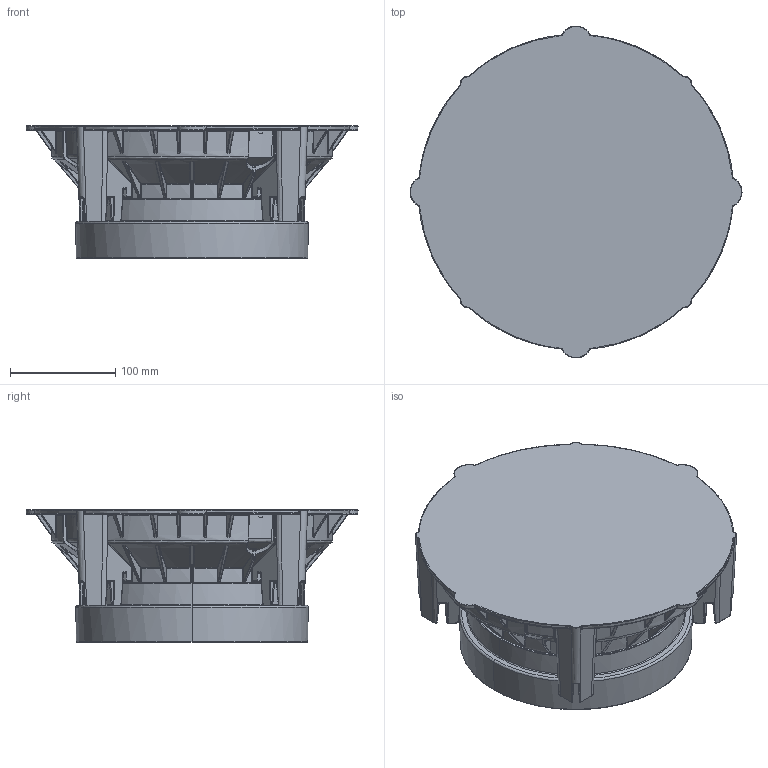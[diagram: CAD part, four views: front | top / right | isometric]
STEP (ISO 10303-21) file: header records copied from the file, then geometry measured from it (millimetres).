
FILE_DESCRIPTION(/* description */ (''),/* implementation_level */ '2;1');
FILE_NAME(/* name */ 'T411150_EGO 220 WO VETRO TONDO',/* time_stamp */ '2018-02-06T16:14:54+01:00',/* author */ (''),/* organization */ (''),/* preprocessor_version */ 'ST-DEVELOPER v15',/* originating_system */ '',/* authorisation */ '');
FILE_SCHEMA (('CONFIG_CONTROL_DESIGN'));
Products named in the file (1): Document
Bounding box: 315.98 x 315.98 x 126 mm (x, y, z)
Volume: 1304440 mm3; surface area: 487577.8 mm2
Topology: 5 solids, 8 shells, 2191 faces, 5177 edges, 2920 vertices
Faces by surface type: bspline 1840, plane 351
Entity records: 98868 total; most frequent: CARTESIAN_POINT 71277, ORIENTED_EDGE 10181, EDGE_CURVE 5105, VERTEX_POINT 2913, EDGE_LOOP 2200, ADVANCED_FACE 2170, FACE_OUTER_BOUND 2170, B_SPLINE_CURVE_WITH_KNOTS 1694
